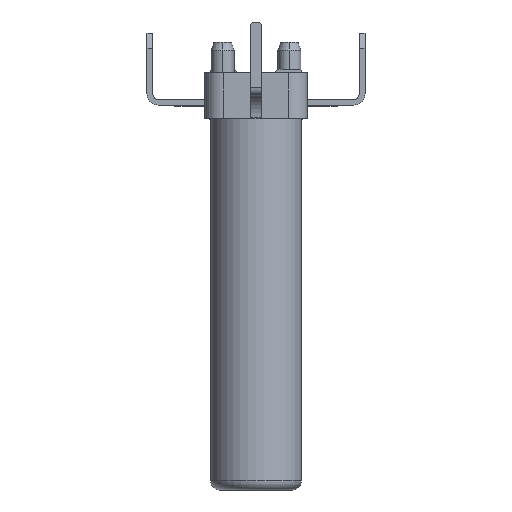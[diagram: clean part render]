
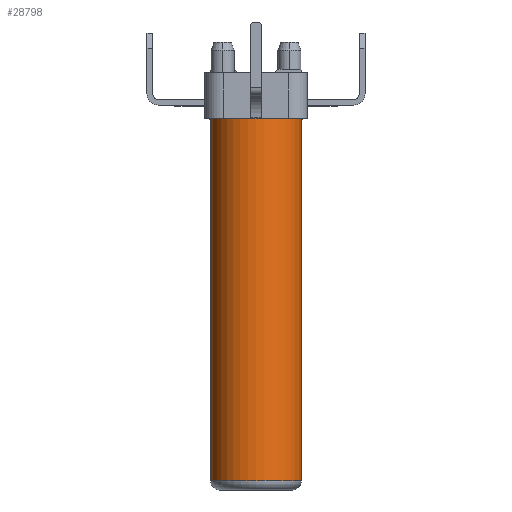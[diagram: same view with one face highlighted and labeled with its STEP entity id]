
A CAD part, left-side view. The second image highlights one B-rep face of the part: STEP entity #28798.
In plain terms, the highlighted cylindrical face has radius 1.2 mm (diameter 2.4 mm), a partial arc.
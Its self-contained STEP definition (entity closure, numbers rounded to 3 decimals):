
#4333=CARTESIAN_POINT('',(-2.925,0.05,0.714));
#4334=DIRECTION('',(0.,0.,-1.));
#4335=DIRECTION('',(0.,-1.,0.));
#4336=AXIS2_PLACEMENT_3D('',#4333,#4334,#4335);
#4338=CARTESIAN_POINT('',(-2.925,0.05,0.714));
#4339=DIRECTION('',(0.,0.,-1.));
#4340=DIRECTION('',(-1.,0.,0.));
#4341=AXIS2_PLACEMENT_3D('',#4338,#4339,#4340);
#6689=DIRECTION('',(0.,0.,-1.));
#6690=VECTOR('',#6689,9.55);
#6691=CARTESIAN_POINT('',(-2.925,-1.15,0.714));
#6692=LINE('',#6691,#6690);
#6693=DIRECTION('',(0.,0.,1.));
#6694=VECTOR('',#6693,9.55);
#6695=CARTESIAN_POINT('',(-2.925,1.25,-8.836));
#6696=LINE('',#6695,#6694);
#6702=CARTESIAN_POINT('',(-2.925,0.05,-8.836));
#6703=DIRECTION('',(0.,0.,1.));
#6704=DIRECTION('',(0.,1.,0.));
#6705=AXIS2_PLACEMENT_3D('',#6702,#6703,#6704);
#6707=CARTESIAN_POINT('',(-2.925,0.05,-8.836));
#6708=DIRECTION('',(0.,0.,1.));
#6709=DIRECTION('',(-1.,0.,0.));
#6710=AXIS2_PLACEMENT_3D('',#6707,#6708,#6709);
#16297=CARTESIAN_POINT('',(-2.925,-1.15,-8.836));
#16298=VERTEX_POINT('',#16297);
#16299=CARTESIAN_POINT('',(-2.925,1.25,-8.836));
#16300=VERTEX_POINT('',#16299);
#16301=CARTESIAN_POINT('',(-4.125,0.05,-8.836));
#16302=VERTEX_POINT('',#16301);
#16391=CARTESIAN_POINT('',(-2.925,1.25,0.714));
#16392=VERTEX_POINT('',#16391);
#16608=CARTESIAN_POINT('',(-2.925,-1.15,0.714));
#16610=VERTEX_POINT('',#16608);
#16611=CARTESIAN_POINT('',(-4.125,0.05,0.714));
#16612=VERTEX_POINT('',#16611);
#28783=CARTESIAN_POINT('',(-2.925,0.05,1.064));
#28784=DIRECTION('',(0.,0.,-1.));
#28785=DIRECTION('',(1.,0.,0.));
#28786=AXIS2_PLACEMENT_3D('',#28783,#28784,#28785);
#28787=CYLINDRICAL_SURFACE('',#28786,1.2);
#28788=ORIENTED_EDGE('',*,*,#25888,.F.);
#28789=ORIENTED_EDGE('',*,*,#25886,.F.);
#28790=ORIENTED_EDGE('',*,*,#26323,.T.);
#28792=ORIENTED_EDGE('',*,*,#28791,.F.);
#28794=ORIENTED_EDGE('',*,*,#28793,.F.);
#28795=ORIENTED_EDGE('',*,*,#28017,.T.);
#28796=EDGE_LOOP('',(#28788,#28789,#28790,#28792,#28794,#28795));
#28797=FACE_OUTER_BOUND('',#28796,.F.);
#28798=ADVANCED_FACE('',(#28797),#28787,.T.);
#4337=CIRCLE('',#4336,1.2);
#4342=CIRCLE('',#4341,1.2);
#6706=CIRCLE('',#6705,1.2);
#6711=CIRCLE('',#6710,1.2);
#25886=EDGE_CURVE('',#16610,#16612,#4337,.T.);
#25888=EDGE_CURVE('',#16612,#16392,#4342,.T.);
#26323=EDGE_CURVE('',#16610,#16298,#6692,.T.);
#28017=EDGE_CURVE('',#16300,#16392,#6696,.T.);
#28791=EDGE_CURVE('',#16302,#16298,#6711,.T.);
#28793=EDGE_CURVE('',#16300,#16302,#6706,.T.);
